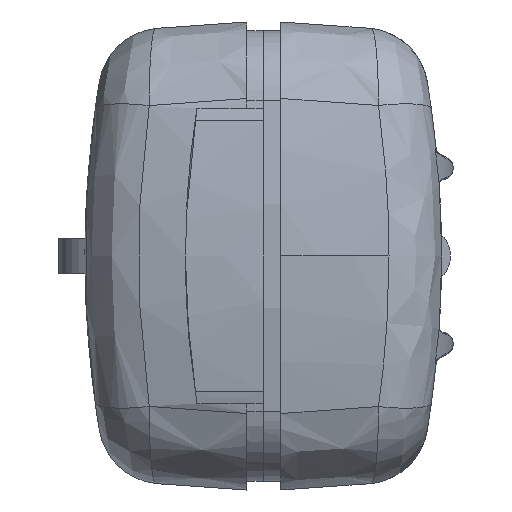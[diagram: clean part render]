
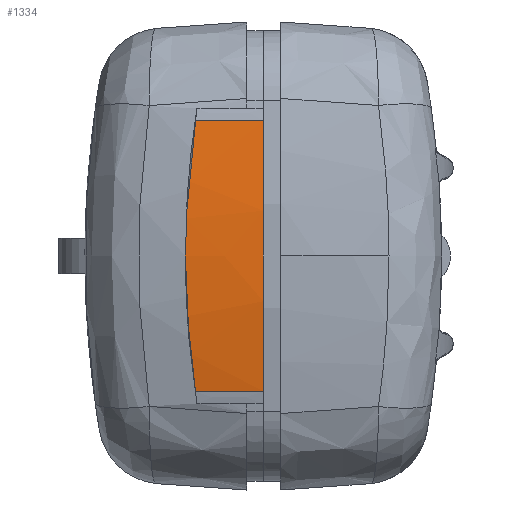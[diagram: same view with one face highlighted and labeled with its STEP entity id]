
A CAD part, left-side view. The second image highlights one B-rep face of the part: STEP entity #1334.
In plain terms, the highlighted face is a extrusion surface.
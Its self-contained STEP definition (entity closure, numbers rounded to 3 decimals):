
#1334=ADVANCED_FACE('',(#4509),#4510,.F.);
#4509=FACE_OUTER_BOUND('',#13566,.T.);
#4510=SURFACE_OF_LINEAR_EXTRUSION('',#13567,#13568);
#13566=EDGE_LOOP('',(#25973,#25974,#25975,#25976,#25977));
#13567=B_SPLINE_CURVE_WITH_KNOTS('',3,(#25978,#25979,#25980,#25981,#25982,#25983,#25984,#25985,#25986),.UNSPECIFIED.,.F.,.F.,(4,1,1,1,1,1,4),(0.0,0.01,0.255,0.5,0.745,0.99,1.0),.UNSPECIFIED.);
#13568=VECTOR('',#25987,1.0);
#25973=ORIENTED_EDGE('',*,*,#35617,.F.);
#25974=ORIENTED_EDGE('',*,*,#35563,.F.);
#25975=ORIENTED_EDGE('',*,*,#35618,.T.);
#25976=ORIENTED_EDGE('',*,*,#35615,.T.);
#25977=ORIENTED_EDGE('',*,*,#35453,.T.);
#25978=CARTESIAN_POINT('',(-164.061,44.701,19.628));
#25979=CARTESIAN_POINT('',(-164.088,44.701,19.78));
#25980=CARTESIAN_POINT('',(-164.779,44.701,23.751));
#25981=CARTESIAN_POINT('',(-165.78,44.701,31.59));
#25982=CARTESIAN_POINT('',(-166.268,44.701,43.191));
#25983=CARTESIAN_POINT('',(-165.781,44.701,54.793));
#25984=CARTESIAN_POINT('',(-164.779,44.701,62.632));
#25985=CARTESIAN_POINT('',(-164.088,44.701,66.603));
#25986=CARTESIAN_POINT('',(-164.061,44.701,66.756));
#25987=DIRECTION('',(0.0,-1.0,0.0));
#35453=EDGE_CURVE('',#43016,#43022,#43024,.T.);
#35563=EDGE_CURVE('',#43212,#43214,#43215,.T.);
#35615=EDGE_CURVE('',#43290,#43016,#43291,.T.);
#35617=EDGE_CURVE('',#43214,#43022,#43293,.T.);
#35618=EDGE_CURVE('',#43212,#43290,#43294,.T.);
#43016=VERTEX_POINT('',#57307);
#43022=VERTEX_POINT('',#57321);
#43024=B_SPLINE_CURVE_WITH_KNOTS('',3,(#57327,#57328,#57329,#57330,#57331,#57332),.UNSPECIFIED.,.F.,.F.,(4,1,1,4),(0.0,0.333,0.667,1.0),.UNSPECIFIED.);
#43212=VERTEX_POINT('',#57845);
#43214=VERTEX_POINT('',#57852);
#43215=B_SPLINE_CURVE_WITH_KNOTS('',3,(#57853,#57854,#57855,#57856,#57857,#57858,#57859),.UNSPECIFIED.,.F.,.F.,(4,1,1,1,4),(0.0,0.25,0.5,0.75,1.0),.UNSPECIFIED.);
#43290=VERTEX_POINT('',#58101);
#43291=B_SPLINE_CURVE_WITH_KNOTS('',3,(#58102,#58103,#58104,#58105,#58106,#58107),.UNSPECIFIED.,.F.,.F.,(4,1,1,4),(0.0,0.333,0.667,1.0),.UNSPECIFIED.);
#43293=LINE('',#58113,#58114);
#43294=LINE('',#58115,#58116);
#57307=CARTESIAN_POINT('',(-166.106,44.69,43.192));
#57321=CARTESIAN_POINT('',(-164.141,43.039,20.085));
#57327=CARTESIAN_POINT('',(-164.141,43.039,66.298));
#57328=CARTESIAN_POINT('',(-165.022,43.774,61.183));
#57329=CARTESIAN_POINT('',(-166.179,44.752,50.89));
#57330=CARTESIAN_POINT('',(-166.179,44.752,35.494));
#57331=CARTESIAN_POINT('',(-165.022,43.774,25.201));
#57332=CARTESIAN_POINT('',(-164.141,43.039,20.085));
#57845=CARTESIAN_POINT('',(-164.141,31.365,66.298));
#57852=CARTESIAN_POINT('',(-164.141,31.365,20.085));
#57853=CARTESIAN_POINT('',(-164.141,31.365,66.298));
#57854=CARTESIAN_POINT('',(-164.799,31.365,62.479));
#57855=CARTESIAN_POINT('',(-165.781,31.365,54.793));
#57856=CARTESIAN_POINT('',(-166.268,31.365,43.191));
#57857=CARTESIAN_POINT('',(-165.78,31.365,31.59));
#57858=CARTESIAN_POINT('',(-164.799,31.365,23.905));
#57859=CARTESIAN_POINT('',(-164.141,31.365,20.085));
#58101=CARTESIAN_POINT('',(-164.141,43.039,66.298));
#58102=CARTESIAN_POINT('',(-164.141,43.039,66.298));
#58103=CARTESIAN_POINT('',(-165.022,43.774,61.183));
#58104=CARTESIAN_POINT('',(-166.179,44.752,50.89));
#58105=CARTESIAN_POINT('',(-166.179,44.752,35.494));
#58106=CARTESIAN_POINT('',(-165.022,43.774,25.201));
#58107=CARTESIAN_POINT('',(-164.141,43.039,20.085));
#58113=CARTESIAN_POINT('',(-164.141,31.365,20.085));
#58114=VECTOR('',#70448,11.674);
#58115=CARTESIAN_POINT('',(-164.141,31.365,66.298));
#58116=VECTOR('',#70449,11.674);
#70448=DIRECTION('',(0.,1.,0.));
#70449=DIRECTION('',(0.,1.,0.));
